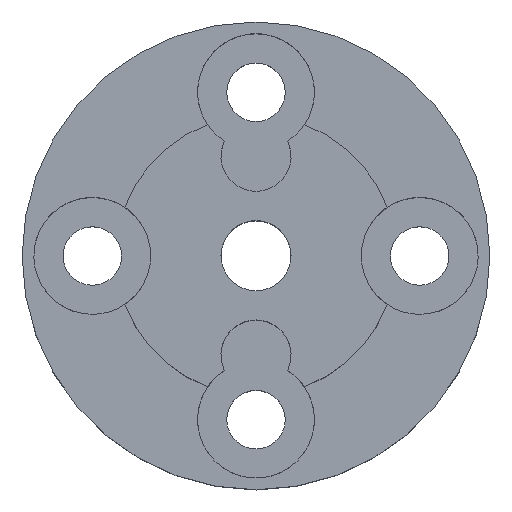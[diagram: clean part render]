
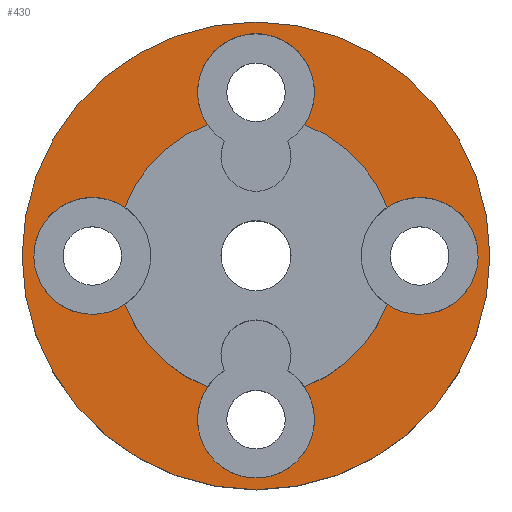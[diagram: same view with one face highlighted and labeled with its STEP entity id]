
A CAD part, top view. The second image highlights one B-rep face of the part: STEP entity #430.
In plain terms, the highlighted face is planar.
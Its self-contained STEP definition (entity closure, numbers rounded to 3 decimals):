
#33=FACE_BOUND('',#83,.T.);
#44=PLANE('',#492);
#57=FACE_OUTER_BOUND('',#82,.T.);
#82=EDGE_LOOP('',(#326));
#83=EDGE_LOOP('',(#327,#328,#329,#330,#331,#332,#333,#334,#335,#336));
#146=CIRCLE('',#464,5.973);
#148=CIRCLE('',#467,5.973);
#150=CIRCLE('',#470,5.973);
#152=CIRCLE('',#473,5.973);
#167=CIRCLE('',#493,10.);
#168=CIRCLE('',#494,2.5);
#169=CIRCLE('',#495,2.5);
#170=CIRCLE('',#496,2.5);
#171=CIRCLE('',#497,2.5);
#172=CIRCLE('',#498,2.5);
#173=CIRCLE('',#499,2.5);
#186=VERTEX_POINT('',#700);
#187=VERTEX_POINT('',#701);
#190=VERTEX_POINT('',#709);
#191=VERTEX_POINT('',#710);
#194=VERTEX_POINT('',#718);
#195=VERTEX_POINT('',#719);
#198=VERTEX_POINT('',#727);
#199=VERTEX_POINT('',#728);
#212=VERTEX_POINT('',#767);
#213=VERTEX_POINT('',#770);
#214=VERTEX_POINT('',#774);
#226=EDGE_CURVE('',#186,#187,#146,.T.);
#230=EDGE_CURVE('',#190,#191,#148,.T.);
#234=EDGE_CURVE('',#194,#195,#150,.T.);
#238=EDGE_CURVE('',#198,#199,#152,.T.);
#259=EDGE_CURVE('',#212,#212,#167,.T.);
#260=EDGE_CURVE('',#191,#194,#168,.T.);
#261=EDGE_CURVE('',#195,#213,#169,.T.);
#262=EDGE_CURVE('',#213,#198,#170,.T.);
#263=EDGE_CURVE('',#199,#186,#171,.T.);
#264=EDGE_CURVE('',#187,#214,#172,.T.);
#265=EDGE_CURVE('',#214,#190,#173,.T.);
#326=ORIENTED_EDGE('',*,*,#259,.T.);
#327=ORIENTED_EDGE('',*,*,#230,.T.);
#328=ORIENTED_EDGE('',*,*,#260,.T.);
#329=ORIENTED_EDGE('',*,*,#234,.T.);
#330=ORIENTED_EDGE('',*,*,#261,.T.);
#331=ORIENTED_EDGE('',*,*,#262,.T.);
#332=ORIENTED_EDGE('',*,*,#238,.T.);
#333=ORIENTED_EDGE('',*,*,#263,.T.);
#334=ORIENTED_EDGE('',*,*,#226,.T.);
#335=ORIENTED_EDGE('',*,*,#264,.T.);
#336=ORIENTED_EDGE('',*,*,#265,.T.);
#430=ADVANCED_FACE('',(#57,#33),#44,.F.);
#464=AXIS2_PLACEMENT_3D('',#702,#542,#543);
#467=AXIS2_PLACEMENT_3D('',#711,#550,#551);
#470=AXIS2_PLACEMENT_3D('',#720,#558,#559);
#473=AXIS2_PLACEMENT_3D('',#729,#566,#567);
#492=AXIS2_PLACEMENT_3D('',#766,#610,#611);
#493=AXIS2_PLACEMENT_3D('',#768,#612,#613);
#494=AXIS2_PLACEMENT_3D('',#769,#614,#615);
#495=AXIS2_PLACEMENT_3D('',#771,#616,#617);
#496=AXIS2_PLACEMENT_3D('',#772,#618,#619);
#497=AXIS2_PLACEMENT_3D('',#773,#620,#621);
#498=AXIS2_PLACEMENT_3D('',#775,#622,#623);
#499=AXIS2_PLACEMENT_3D('',#776,#624,#625);
#542=DIRECTION('center_axis',(0.,-1.,0.));
#543=DIRECTION('ref_axis',(-1.,0.,0.));
#550=DIRECTION('center_axis',(0.,-1.,0.));
#551=DIRECTION('ref_axis',(-1.,0.,0.));
#558=DIRECTION('center_axis',(0.,-1.,0.));
#559=DIRECTION('ref_axis',(-1.,0.,0.));
#566=DIRECTION('center_axis',(0.,-1.,0.));
#567=DIRECTION('ref_axis',(-1.,0.,0.));
#610=DIRECTION('center_axis',(0.,-1.,0.));
#611=DIRECTION('ref_axis',(1.,0.,0.));
#612=DIRECTION('center_axis',(0.,1.,0.));
#613=DIRECTION('ref_axis',(1.,0.,0.));
#614=DIRECTION('center_axis',(0.,-1.,0.));
#615=DIRECTION('ref_axis',(-1.,0.,0.));
#616=DIRECTION('center_axis',(0.,-1.,0.));
#617=DIRECTION('ref_axis',(-1.,0.,0.));
#618=DIRECTION('center_axis',(0.,-1.,0.));
#619=DIRECTION('ref_axis',(-1.,0.,0.));
#620=DIRECTION('center_axis',(0.,-1.,0.));
#621=DIRECTION('ref_axis',(-1.,0.,0.));
#622=DIRECTION('center_axis',(0.,-1.,0.));
#623=DIRECTION('ref_axis',(-1.,0.,0.));
#624=DIRECTION('center_axis',(0.,-1.,0.));
#625=DIRECTION('ref_axis',(-1.,0.,0.));
#700=CARTESIAN_POINT('',(-5.602,-8.,-2.073));
#701=CARTESIAN_POINT('',(-2.073,-8.,-5.602));
#702=CARTESIAN_POINT('Origin',(0.,-8.,0.));
#709=CARTESIAN_POINT('',(2.073,-8.,-5.602));
#710=CARTESIAN_POINT('',(5.602,-8.,-2.073));
#711=CARTESIAN_POINT('Origin',(0.,-8.,0.));
#718=CARTESIAN_POINT('',(5.602,-8.,2.073));
#719=CARTESIAN_POINT('',(2.073,-8.,5.602));
#720=CARTESIAN_POINT('Origin',(0.,-8.,0.));
#727=CARTESIAN_POINT('',(-2.073,-8.,5.602));
#728=CARTESIAN_POINT('',(-5.602,-8.,2.073));
#729=CARTESIAN_POINT('Origin',(0.,-8.,0.));
#766=CARTESIAN_POINT('Origin',(0.,-8.,0.));
#767=CARTESIAN_POINT('',(-10.,-8.,0.));
#768=CARTESIAN_POINT('Origin',(0.,-8.,0.));
#769=CARTESIAN_POINT('Origin',(7.,-8.,0.));
#770=CARTESIAN_POINT('',(2.5,-8.,7.));
#771=CARTESIAN_POINT('Origin',(0.,-8.,7.));
#772=CARTESIAN_POINT('Origin',(0.,-8.,7.));
#773=CARTESIAN_POINT('Origin',(-7.,-8.,0.));
#774=CARTESIAN_POINT('',(2.5,-8.,-7.));
#775=CARTESIAN_POINT('Origin',(0.,-8.,-7.));
#776=CARTESIAN_POINT('Origin',(0.,-8.,-7.));
